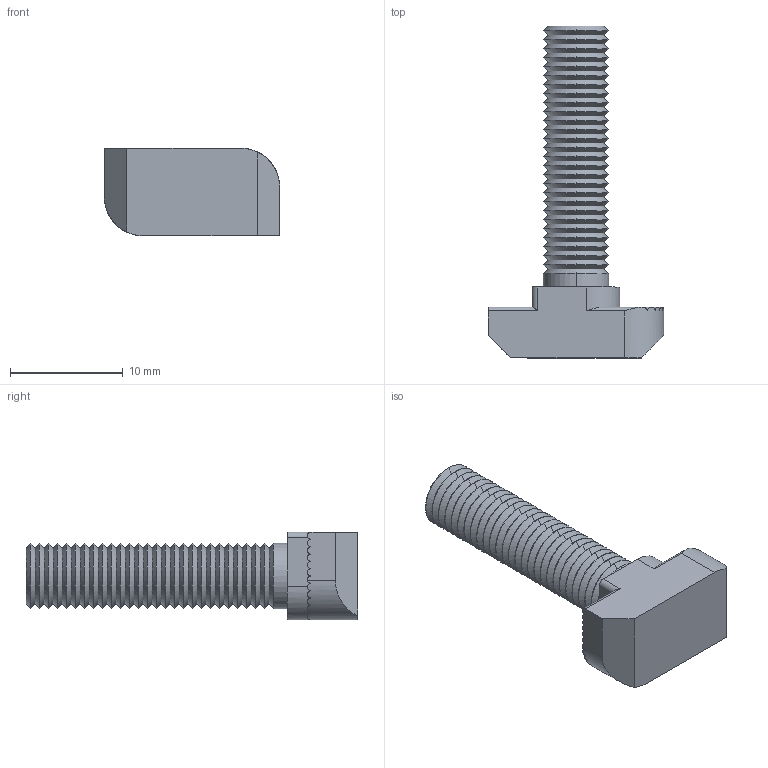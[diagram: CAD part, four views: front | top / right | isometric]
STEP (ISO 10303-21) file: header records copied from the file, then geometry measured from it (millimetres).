
FILE_DESCRIPTION (( 'STEP AP203' ), '1' );
FILE_NAME ('CE-TB6X25-8(2017).STEP', '2019-02-20T12:10:04', ( '微软用户' ), ( '微软中国' ), 'SwSTEP 2.0', 'SolidWorks 2014', '' );
FILE_SCHEMA (( 'CONFIG_CONTROL_DESIGN' ));
Length unit declared in the file: millimetre
Products named in the file (1): CE-TB6X25-8(2017)
Bounding box: 15.6 x 29.5 x 7.8 mm (x, y, z)
Volume: 1119 mm3; surface area: 1098.2 mm2
Topology: 1 solids, 1 shells, 212 faces, 460 edges, 252 vertices
Faces by surface type: cone 110, cylinder 86, plane 16
Entity records: 5893 total; most frequent: CARTESIAN_POINT 1159, DIRECTION 1064, ORIENTED_EDGE 920, EDGE_CURVE 460, AXIS2_PLACEMENT_3D 417, VERTEX_POINT 252, VECTOR 230, LINE 230
